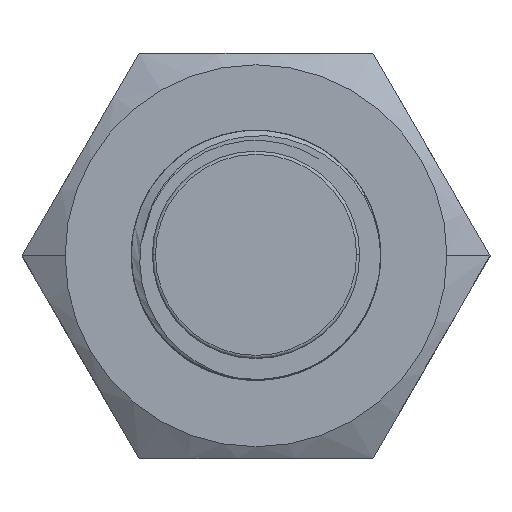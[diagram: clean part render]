
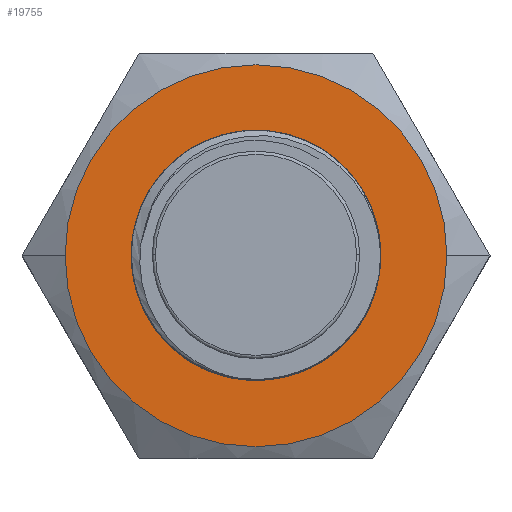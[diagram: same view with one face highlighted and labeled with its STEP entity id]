
A CAD part, top view. The second image highlights one B-rep face of the part: STEP entity #19755.
In plain terms, the highlighted planar face has unit normal (0, 0, 1).
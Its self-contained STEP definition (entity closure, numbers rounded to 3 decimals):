
#293=CARTESIAN_POINT('',(-9.409,7.841,-17.2));
#294=DIRECTION('',(0.,0.,-1.));
#295=DIRECTION('',(1.,0.,0.));
#296=AXIS2_PLACEMENT_3D('',#293,#294,#295);
#298=CARTESIAN_POINT('',(-9.409,7.841,-17.2));
#299=DIRECTION('',(0.,0.,-1.));
#300=DIRECTION('',(-1.,0.,0.));
#301=AXIS2_PLACEMENT_3D('',#298,#299,#300);
#303=CARTESIAN_POINT('',(-12.959,8.79,-17.2));
#304=CARTESIAN_POINT('',(-13.022,8.597,-17.2));
#305=CARTESIAN_POINT('',(-13.111,8.212,-17.2));
#306=CARTESIAN_POINT('',(-13.151,7.63,-17.2));
#307=CARTESIAN_POINT('',(-13.106,7.078,-17.2));
#308=CARTESIAN_POINT('',(-12.986,6.557,-17.2));
#309=CARTESIAN_POINT('',(-12.803,6.069,-17.2));
#310=CARTESIAN_POINT('',(-12.558,5.616,-17.2));
#311=CARTESIAN_POINT('',(-12.25,5.193,-17.2));
#312=CARTESIAN_POINT('',(-11.875,4.806,-17.2));
#313=CARTESIAN_POINT('',(-11.483,4.502,-17.2));
#314=CARTESIAN_POINT('',(-11.108,4.275,-17.2));
#315=CARTESIAN_POINT('',(-10.739,4.102,-17.2));
#316=CARTESIAN_POINT('',(-10.37,3.972,-17.2));
#317=CARTESIAN_POINT('',(-10.109,3.907,-17.2));
#318=CARTESIAN_POINT('',(-9.976,3.881,-17.2));
#320=CARTESIAN_POINT('',(-9.409,7.841,-17.2));
#321=DIRECTION('',(0.,0.,1.));
#322=DIRECTION('',(-0.142,-0.99,0.));
#323=AXIS2_PLACEMENT_3D('',#320,#321,#322);
#325=CARTESIAN_POINT('',(-11.702,10.807,-17.2));
#326=CARTESIAN_POINT('',(-11.812,10.718,-17.2));
#327=CARTESIAN_POINT('',(-12.016,10.529,-17.2));
#328=CARTESIAN_POINT('',(-12.281,10.223,-17.2));
#329=CARTESIAN_POINT('',(-12.51,9.895,-17.2));
#330=CARTESIAN_POINT('',(-12.701,9.544,-17.2));
#331=CARTESIAN_POINT('',(-12.853,9.175,-17.2));
#332=CARTESIAN_POINT('',(-12.928,8.92,-17.2));
#333=CARTESIAN_POINT('',(-12.959,8.79,-17.2));
#10274=CARTESIAN_POINT('',(-13.138,6.394,
-17.2));
#10275=CARTESIAN_POINT('',(-13.212,6.585,
-17.2));
#10276=CARTESIAN_POINT('',(-13.329,6.972,
-17.2));
#10277=CARTESIAN_POINT('',(-13.416,7.58,
-17.2));
#10278=CARTESIAN_POINT('',(-13.409,8.194,
-17.2));
#10279=CARTESIAN_POINT('',(-13.31,8.793,
-17.2));
#10280=CARTESIAN_POINT('',(-13.118,9.377,
-17.2));
#10281=CARTESIAN_POINT('',(-12.843,9.923,
-17.2));
#10282=CARTESIAN_POINT('',(-12.486,10.42,
-17.2));
#10283=CARTESIAN_POINT('',(-12.059,10.857,
-17.2));
#10284=CARTESIAN_POINT('',(-11.575,11.222,
-17.2));
#10285=CARTESIAN_POINT('',(-11.035,11.512,
-17.2));
#10286=CARTESIAN_POINT('',(-10.454,11.718,
-17.2));
#10287=CARTESIAN_POINT('',(-9.849,11.832,
-17.2));
#10288=CARTESIAN_POINT('',(-9.235,11.853,
-17.2));
#10289=CARTESIAN_POINT('',(-8.627,11.779,
-17.2));
#10290=CARTESIAN_POINT('',(-8.037,11.615,
-17.2));
#10291=CARTESIAN_POINT('',(-7.481,11.363,
-17.2));
#10292=CARTESIAN_POINT('',(-6.969,11.03,
-17.2));
#10293=CARTESIAN_POINT('',(-6.512,10.622,
-17.2));
#10294=CARTESIAN_POINT('',(-6.123,10.149,
-17.2));
#10295=CARTESIAN_POINT('',(-5.809,9.62,
-17.2));
#10296=CARTESIAN_POINT('',(-5.58,9.05,
-17.2));
#10297=CARTESIAN_POINT('',(-5.441,8.454,
-17.2));
#10298=CARTESIAN_POINT('',(-5.409,8.049,
-17.2));
#10299=CARTESIAN_POINT('',(-5.409,7.842,
-17.2));
#10505=CARTESIAN_POINT('',(-11.702,10.807,-17.2));
#10506=CARTESIAN_POINT('',(-11.855,10.701,-17.2));
#10507=CARTESIAN_POINT('',(-12.141,10.47,
-17.2));
#10508=CARTESIAN_POINT('',(-12.512,10.068,
-17.2));
#10509=CARTESIAN_POINT('',(-12.818,9.626,
-17.2));
#10510=CARTESIAN_POINT('',(-13.068,9.126,
-17.2));
#10511=CARTESIAN_POINT('',(-13.244,8.587,
-17.2));
#10512=CARTESIAN_POINT('',(-13.335,8.05,
-17.2));
#10513=CARTESIAN_POINT('',(-13.352,7.499,
-17.2));
#10514=CARTESIAN_POINT('',(-13.291,6.941,
-17.2));
#10515=CARTESIAN_POINT('',(-13.198,6.576,
-17.2));
#10516=CARTESIAN_POINT('',(-13.138,6.394,
-17.2));
#10518=CARTESIAN_POINT('',(-13.138,6.394,
-17.2));
#18351=CARTESIAN_POINT('',(-3.284,7.841,-17.2));
#18352=CARTESIAN_POINT('',(-15.534,7.841,-17.2));
#18353=VERTEX_POINT('',#18351);
#18354=VERTEX_POINT('',#18352);
#18360=VERTEX_POINT('',#10518);
#19173=VERTEX_POINT('',#303);
#19174=VERTEX_POINT('',#318);
#19175=VERTEX_POINT('',#325);
#19176=CARTESIAN_POINT('',(-5.409,7.841,-17.2));
#19177=VERTEX_POINT('',#19176);
#19733=CARTESIAN_POINT('',(-13.162,14.341,-17.2));
#19734=DIRECTION('',(0.,0.,1.));
#19735=DIRECTION('',(-1.,0.,0.));
#19736=AXIS2_PLACEMENT_3D('',#19733,#19734,#19735);
#19737=PLANE('',#19736);
#19738=ORIENTED_EDGE('',*,*,#19719,.T.);
#19740=ORIENTED_EDGE('',*,*,#19739,.T.);
#19741=EDGE_LOOP('',(#19738,#19740));
#19742=FACE_OUTER_BOUND('',#19741,.F.);
#19744=ORIENTED_EDGE('',*,*,#19743,.T.);
#19746=ORIENTED_EDGE('',*,*,#19745,.T.);
#19748=ORIENTED_EDGE('',*,*,#19747,.F.);
#19750=ORIENTED_EDGE('',*,*,#19749,.F.);
#19752=ORIENTED_EDGE('',*,*,#19751,.T.);
#19753=EDGE_LOOP('',(#19744,#19746,#19748,#19750,#19752));
#19754=FACE_BOUND('',#19753,.F.);
#19755=ADVANCED_FACE('',(#19742,#19754),#19737,.T.);
#297=CIRCLE('',#296,6.125);
#302=CIRCLE('',#301,6.125);
#319=B_SPLINE_CURVE_WITH_KNOTS('',3,(#303,#304,#305,#306,#307,#308,#309,#310,
#311,#312,#313,#314,#315,#316,#317,#318),.UNSPECIFIED.,.F.,.F.,(4,1,1,1,1,1,1,1,
1,1,1,1,1,4),(0.,0.077,0.154,0.231,
0.308,0.385,0.462,0.538,
0.615,0.692,0.769,0.846,
0.923,1.),.UNSPECIFIED.);
#324=CIRCLE('',#323,4.);
#334=B_SPLINE_CURVE_WITH_KNOTS('',3,(#325,#326,#327,#328,#329,#330,#331,#332,
#333),.UNSPECIFIED.,.F.,.F.,(4,1,1,1,1,1,4),(0.,0.167,
0.333,0.5,0.667,0.833,1.),
.UNSPECIFIED.);
#10300=B_SPLINE_CURVE_WITH_KNOTS('',3,(#10274,#10275,#10276,#10277,#10278,
#10279,#10280,#10281,#10282,#10283,#10284,#10285,#10286,#10287,#10288,#10289,
#10290,#10291,#10292,#10293,#10294,#10295,#10296,#10297,#10298,#10299),
.UNSPECIFIED.,.F.,.F.,(4,1,1,1,1,1,1,1,1,1,1,1,1,1,1,1,1,1,1,1,1,1,1,4),(0.,
0.043,0.087,0.13,0.174,
0.217,0.261,0.304,0.348,
0.391,0.435,0.478,0.522,
0.565,0.609,0.652,0.696,
0.739,0.783,0.826,0.87,
0.913,0.957,1.),.UNSPECIFIED.);
#10517=B_SPLINE_CURVE_WITH_KNOTS('',3,(#10505,#10506,#10507,#10508,#10509,
#10510,#10511,#10512,#10513,#10514,#10515,#10516),.UNSPECIFIED.,.F.,.F.,(4,1,1,
1,1,1,1,1,1,4),(0.,0.111,0.222,0.333,
0.444,0.556,0.667,0.778,
0.889,1.),.UNSPECIFIED.);
#19719=EDGE_CURVE('',#18353,#18354,#297,.T.);
#19739=EDGE_CURVE('',#18354,#18353,#302,.T.);
#19743=EDGE_CURVE('',#19173,#19174,#319,.T.);
#19745=EDGE_CURVE('',#19174,#19177,#324,.T.);
#19747=EDGE_CURVE('',#18360,#19177,#10300,.T.);
#19749=EDGE_CURVE('',#19175,#18360,#10517,.T.);
#19751=EDGE_CURVE('',#19175,#19173,#334,.T.);
